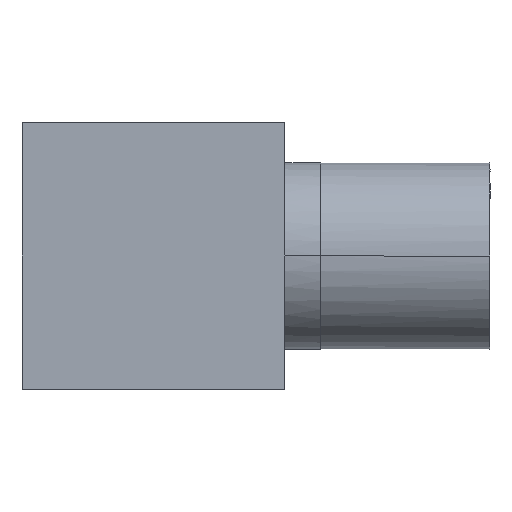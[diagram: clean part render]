
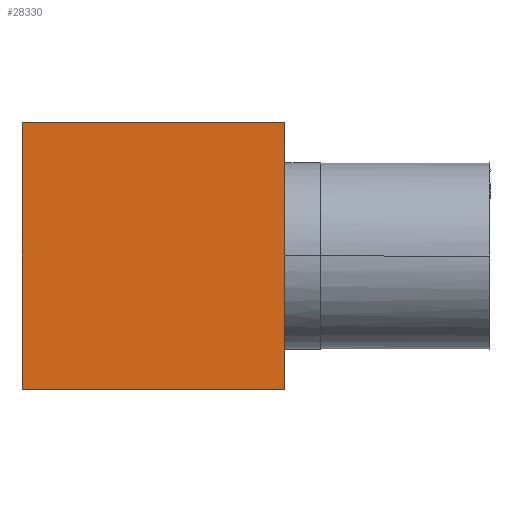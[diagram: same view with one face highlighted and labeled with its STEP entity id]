
A CAD part, front view. The second image highlights one B-rep face of the part: STEP entity #28330.
In plain terms, the highlighted free-form (B-spline) face has degree [1, 1] with [2, 2] control points.
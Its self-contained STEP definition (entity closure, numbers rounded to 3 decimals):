
#27980 = CARTESIAN_POINT ('', (0., -30., 37.));
#27990 = VERTEX_POINT ('', #27980);
#28000 = CARTESIAN_POINT ('', (0., -30., -37.));
#28010 = VERTEX_POINT ('', #28000);
#28020 = CARTESIAN_POINT ('', (0., -30., 37.));
#28030 = CARTESIAN_POINT ('', (0., -30., -37.));
#28040 = B_SPLINE_CURVE_WITH_KNOTS ('', 1, (#28020, #28030), .UNSPECIFIED., .F., .U., (2, 2), (0., 1.), .UNSPECIFIED.);
#28050 = EDGE_CURVE ('', #27990, #28010, #28040, .T.);
#28060 = ORIENTED_EDGE ('', *, *, #28050, .T.);
#28070 = CARTESIAN_POINT ('', (73., -30., -37.));
#28080 = VERTEX_POINT ('', #28070);
#28090 = CARTESIAN_POINT ('', (0., -30., -37.));
#28100 = CARTESIAN_POINT ('', (73., -30., -37.));
#28110 = B_SPLINE_CURVE_WITH_KNOTS ('', 1, (#28090, #28100), .UNSPECIFIED., .F., .U., (2, 2), (0., 1.), .UNSPECIFIED.);
#28120 = EDGE_CURVE ('', #28010, #28080, #28110, .T.);
#28130 = ORIENTED_EDGE ('', *, *, #28120, .T.);
#28140 = CARTESIAN_POINT ('', (73., -30., 37.));
#28150 = VERTEX_POINT ('', #28140);
#28160 = CARTESIAN_POINT ('', (73., -30., -37.));
#28170 = CARTESIAN_POINT ('', (73., -30., 37.));
#28180 = B_SPLINE_CURVE_WITH_KNOTS ('', 1, (#28160, #28170), .UNSPECIFIED., .F., .U., (2, 2), (0., 1.), .UNSPECIFIED.);
#28190 = EDGE_CURVE ('', #28080, #28150, #28180, .T.);
#28200 = ORIENTED_EDGE ('', *, *, #28190, .T.);
#28210 = CARTESIAN_POINT ('', (73., -30., 37.));
#28220 = CARTESIAN_POINT ('', (0., -30., 37.));
#28230 = B_SPLINE_CURVE_WITH_KNOTS ('', 1, (#28210, #28220), .UNSPECIFIED., .F., .U., (2, 2), (0., 1.), .UNSPECIFIED.);
#28240 = EDGE_CURVE ('', #28150, #27990, #28230, .T.);
#28250 = ORIENTED_EDGE ('', *, *, #28240, .T.);
#28260 = EDGE_LOOP ('', (#28060, #28130, #28200, #28250));
#28270 = FACE_OUTER_BOUND ('', #28260, .T.);
#28280 = CARTESIAN_POINT ('', (0., -30., 37.));
#28290 = CARTESIAN_POINT ('', (73., -30., 37.));
#28300 = CARTESIAN_POINT ('', (0., -30., -37.));
#28310 = CARTESIAN_POINT ('', (73., -30., -37.));
#28320 = B_SPLINE_SURFACE_WITH_KNOTS ('', 1, 1, ((#28280, #28290), (#28300, #28310)), .UNSPECIFIED., .F., .F., .U., (2, 2), (2, 2), (0., 1.), (0., 1.), .UNSPECIFIED.);
#28330 = ADVANCED_FACE ('', (#28270), #28320, .T.);
